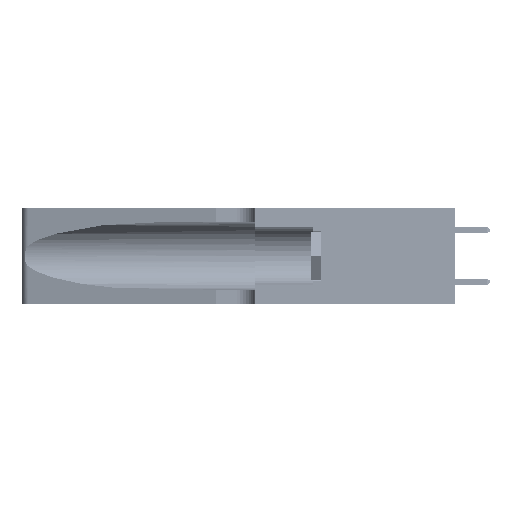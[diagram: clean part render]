
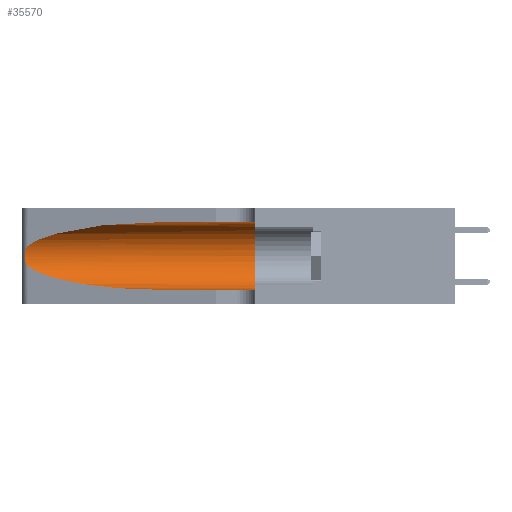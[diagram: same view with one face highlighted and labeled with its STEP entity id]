
A CAD part, left-side view. The second image highlights one B-rep face of the part: STEP entity #35570.
In plain terms, the highlighted cylindrical face has radius 3.308 mm (diameter 6.617 mm), a partial arc.
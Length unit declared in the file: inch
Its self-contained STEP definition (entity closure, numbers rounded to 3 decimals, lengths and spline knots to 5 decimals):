
#800 = CARTESIAN_POINT ( 'NONE',  ( 0.2373, 1.15595, 0.08982 ) ) ;
#1368 = CARTESIAN_POINT ( 'NONE',  ( 0.26075, 1.23896, 0.19203 ) ) ;
#2212 = CARTESIAN_POINT ( 'NONE',  ( 0.25487, 1.22718, 0.14631 ) ) ;
#3653 = AXIS2_PLACEMENT_3D ( 'NONE', #15722, #27397, #43938 ) ;
#5498 = CARTESIAN_POINT ( 'NONE',  ( 0.1305, 0.35, 0.31525 ) ) ;
#5965 =( BOUNDED_CURVE ( )  B_SPLINE_CURVE ( 3, ( #33228, #800, #16459, #12583 ),
 .UNSPECIFIED., .F., .T. ) 
 B_SPLINE_CURVE_WITH_KNOTS ( ( 4, 4 ),
 ( 3.44316, 4.71239 ),
 .UNSPECIFIED. ) 
 CURVE ( )  GEOMETRIC_REPRESENTATION_ITEM ( )  RATIONAL_B_SPLINE_CURVE ( ( 1., 0.87, 0.87, 1. ) ) 
 REPRESENTATION_ITEM ( '' )  );
#6197 = EDGE_CURVE ( 'NONE', #35545, #52163, #19195, .T. ) ;
#7312 = CARTESIAN_POINT ( 'NONE',  ( 0.1305, 0.35, 0.05475 ) ) ;
#7727 = VERTEX_POINT ( 'NONE', #28946 ) ;
#7759 = VERTEX_POINT ( 'NONE', #5498 ) ;
#8183 = ORIENTED_EDGE ( 'NONE', *, *, #14740, .F. ) ;
#9216 = ORIENTED_EDGE ( 'NONE', *, *, #46049, .F. ) ;
#9580 = EDGE_CURVE ( 'NONE', #52163, #7727, #5965, .T. ) ;
#10595 = LINE ( 'NONE', #16490, #23831 ) ;
#12131 = ORIENTED_EDGE ( 'NONE', *, *, #43056, .T. ) ;
#12583 = CARTESIAN_POINT ( 'NONE',  ( 0.1305, 0.72297, 0.05475 ) ) ;
#14355 = VECTOR ( 'NONE', #41628, 39.37008 ) ;
#14740 = EDGE_CURVE ( 'NONE', #7759, #48239, #46764, .T. ) ;
#15560 = CARTESIAN_POINT ( 'NONE',  ( 0.25487, 1.22718, 0.14631 ) ) ;
#15722 = CARTESIAN_POINT ( 'NONE',  ( 0.1305, 1.61858, 0.185 ) ) ;
#16459 = CARTESIAN_POINT ( 'NONE',  ( 0.18966, 0.96281, 0.05475 ) ) ;
#16490 = CARTESIAN_POINT ( 'NONE',  ( 0.1305, 1.61858, 0.05475 ) ) ;
#17383 = CARTESIAN_POINT ( 'NONE',  ( 0.25555, 1.22994, 0.2215 ) ) ;
#17468 = AXIS2_PLACEMENT_3D ( 'NONE', #24127, #28185, #20405 ) ;
#18114 = CARTESIAN_POINT ( 'NONE',  ( 0.1305, 0.72297, 0.31525 ) ) ;
#19195 = B_SPLINE_CURVE_WITH_KNOTS ( 'NONE', 3,
 ( #49794, #17383, #45604, #24964, #25502, #32917, #1368, #33628, #36981, #29899, #50148, #30233, #33959, #2212 ),
 .UNSPECIFIED., .F., .F.,
 ( 4, 2, 2, 2, 2, 2, 4 ),
 ( 0., 0.00027, 0.00053, 0.00107, 0.0016, 0.00187, 0.00214 ),
 .UNSPECIFIED. ) ;
#20405 = DIRECTION ( 'NONE',  ( 0., 0., 1. ) ) ;
#20880 = DIRECTION ( 'NONE',  ( 0., -1., 0. ) ) ;
#22988 = EDGE_CURVE ( 'NONE', #7727, #48239, #10595, .T. ) ;
#23831 = VECTOR ( 'NONE', #20880, 39.37008 ) ;
#24127 = CARTESIAN_POINT ( 'NONE',  ( 0.1305, 0.35, 0.185 ) ) ;
#24303 = CARTESIAN_POINT ( 'NONE',  ( 0.25487, 1.22718, 0.22369 ) ) ;
#24662 = CARTESIAN_POINT ( 'NONE',  ( 0.2373, 1.15595, 0.28018 ) ) ;
#24964 = CARTESIAN_POINT ( 'NONE',  ( 0.25787, 1.23484, 0.2124 ) ) ;
#25502 = CARTESIAN_POINT ( 'NONE',  ( 0.25854, 1.2359, 0.20912 ) ) ;
#27397 = DIRECTION ( 'NONE',  ( 0., -1., 0. ) ) ;
#28185 = DIRECTION ( 'NONE',  ( 0., 1., 0. ) ) ;
#28737 = EDGE_LOOP ( 'NONE', ( #12131, #39199, #36608, #41859, #8183, #9216 ) ) ;
#28946 = CARTESIAN_POINT ( 'NONE',  ( 0.1305, 0.72297, 0.05475 ) ) ;
#29899 = CARTESIAN_POINT ( 'NONE',  ( 0.25856, 1.23593, 0.16098 ) ) ;
#30233 = CARTESIAN_POINT ( 'NONE',  ( 0.25639, 1.23186, 0.15144 ) ) ;
#30432 = FACE_OUTER_BOUND ( 'NONE', #28737, .T. ) ;
#32917 = CARTESIAN_POINT ( 'NONE',  ( 0.26018, 1.23835, 0.19895 ) ) ;
#33228 = CARTESIAN_POINT ( 'NONE',  ( 0.25487, 1.22718, 0.14631 ) ) ;
#33628 = CARTESIAN_POINT ( 'NONE',  ( 0.26075, 1.23896, 0.178 ) ) ;
#33959 = CARTESIAN_POINT ( 'NONE',  ( 0.25555, 1.22993, 0.14849 ) ) ;
#35545 = VERTEX_POINT ( 'NONE', #39029 ) ;
#35570 = ADVANCED_FACE ( 'NONE', ( #30432 ), #48045, .F. ) ;
#36608 = ORIENTED_EDGE ( 'NONE', *, *, #9580, .T. ) ;
#36981 = CARTESIAN_POINT ( 'NONE',  ( 0.26017, 1.23833, 0.17102 ) ) ;
#39029 = CARTESIAN_POINT ( 'NONE',  ( 0.25487, 1.22718, 0.22369 ) ) ;
#39199 = ORIENTED_EDGE ( 'NONE', *, *, #6197, .T. ) ;
#40877 = CARTESIAN_POINT ( 'NONE',  ( 0.18966, 0.96281, 0.31525 ) ) ;
#41628 = DIRECTION ( 'NONE',  ( 0., -1., 0. ) ) ;
#41859 = ORIENTED_EDGE ( 'NONE', *, *, #22988, .T. ) ;
#43056 = EDGE_CURVE ( 'NONE', #49947, #35545, #48913, .T. ) ;
#43938 = DIRECTION ( 'NONE',  ( 0., 0., -1. ) ) ;
#45604 = CARTESIAN_POINT ( 'NONE',  ( 0.25639, 1.23184, 0.21858 ) ) ;
#46049 = EDGE_CURVE ( 'NONE', #49947, #7759, #50889, .T. ) ;
#46764 = CIRCLE ( 'NONE', #17468, 0.13025 ) ;
#48045 = CYLINDRICAL_SURFACE ( 'NONE', #3653, 0.13025 ) ;
#48239 = VERTEX_POINT ( 'NONE', #7312 ) ;
#48782 = CARTESIAN_POINT ( 'NONE',  ( 0.1305, 0.72297, 0.31525 ) ) ;
#48913 =( BOUNDED_CURVE ( )  B_SPLINE_CURVE ( 3, ( #48782, #40877, #24662, #24303 ),
 .UNSPECIFIED., .F., .T. ) 
 B_SPLINE_CURVE_WITH_KNOTS ( ( 4, 4 ),
 ( 1.5708, 2.84003 ),
 .UNSPECIFIED. ) 
 CURVE ( )  GEOMETRIC_REPRESENTATION_ITEM ( )  RATIONAL_B_SPLINE_CURVE ( ( 1., 0.87, 0.87, 1. ) ) 
 REPRESENTATION_ITEM ( '' )  );
#49355 = CARTESIAN_POINT ( 'NONE',  ( 0.1305, 1.61858, 0.31525 ) ) ;
#49794 = CARTESIAN_POINT ( 'NONE',  ( 0.25487, 1.22718, 0.22369 ) ) ;
#49947 = VERTEX_POINT ( 'NONE', #18114 ) ;
#50148 = CARTESIAN_POINT ( 'NONE',  ( 0.25789, 1.23486, 0.15765 ) ) ;
#50889 = LINE ( 'NONE', #49355, #14355 ) ;
#52163 = VERTEX_POINT ( 'NONE', #15560 ) ;
